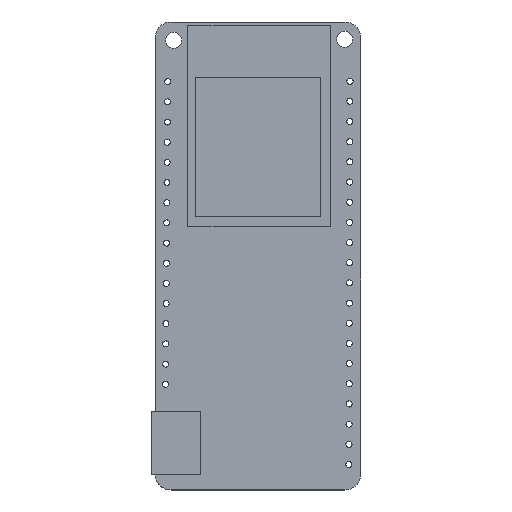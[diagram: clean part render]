
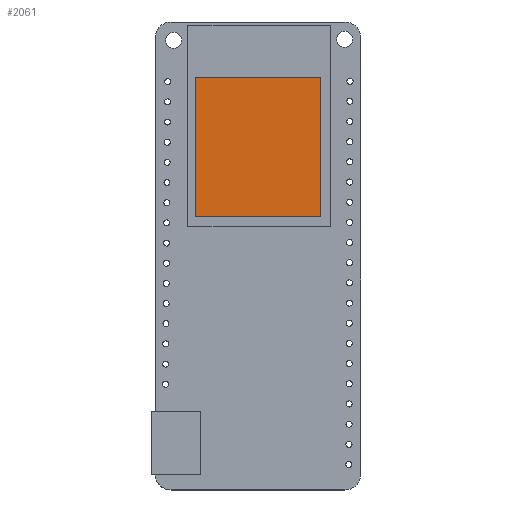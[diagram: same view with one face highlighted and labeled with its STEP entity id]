
A CAD part, top view. The second image highlights one B-rep face of the part: STEP entity #2061.
In plain terms, the highlighted planar face has unit normal (0, 0, 1).
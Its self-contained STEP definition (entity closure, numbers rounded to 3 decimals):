
#22 = EDGE_LOOP ( 'NONE', ( #2167, #577, #1164, #2378 ) ) ;
#191 = DIRECTION ( 'NONE',  ( -1., 0., 0. ) ) ;
#219 = CARTESIAN_POINT ( 'NONE',  ( 14.567, 547.646, 2. ) ) ;
#314 = EDGE_CURVE ( 'NONE', #2712, #1621, #2175, .T. ) ;
#342 = DIRECTION ( 'NONE',  ( 1., 0., 0. ) ) ;
#577 = ORIENTED_EDGE ( 'NONE', *, *, #2073, .T. ) ;
#582 = PLANE ( 'NONE',  #1986 ) ;
#864 = DIRECTION ( 'NONE',  ( 0., 0., -1. ) ) ;
#913 = DIRECTION ( 'NONE',  ( 0., -1., 0. ) ) ;
#925 = CARTESIAN_POINT ( 'NONE',  ( 0., 0., 2. ) ) ;
#1015 = VECTOR ( 'NONE', #342, 1000. ) ;
#1022 = CARTESIAN_POINT ( 'NONE',  ( 14.567, 530.056, 2. ) ) ;
#1148 = CARTESIAN_POINT ( 'NONE',  ( 30.358, 530.056, 2. ) ) ;
#1161 = CARTESIAN_POINT ( 'NONE',  ( 30.358, 547.646, 2. ) ) ;
#1164 = ORIENTED_EDGE ( 'NONE', *, *, #2831, .T. ) ;
#1202 = VECTOR ( 'NONE', #913, 1000. ) ;
#1621 = VERTEX_POINT ( 'NONE', #1022 ) ;
#1713 = VECTOR ( 'NONE', #3870, 1000. ) ;
#1736 = VERTEX_POINT ( 'NONE', #1161 ) ;
#1754 = CARTESIAN_POINT ( 'NONE',  ( 14.567, 530.056, 2. ) ) ;
#1986 = AXIS2_PLACEMENT_3D ( 'NONE', #925, #864, #3690 ) ;
#2048 = CARTESIAN_POINT ( 'NONE',  ( 14.567, 547.646, 2. ) ) ;
#2061 = ADVANCED_FACE ( 'NONE', ( #3352 ), #582, .F. ) ;
#2073 = EDGE_CURVE ( 'NONE', #1621, #3250, #2146, .T. ) ;
#2146 = LINE ( 'NONE', #3335, #1015 ) ;
#2167 = ORIENTED_EDGE ( 'NONE', *, *, #314, .T. ) ;
#2175 = LINE ( 'NONE', #1754, #1202 ) ;
#2375 = LINE ( 'NONE', #1148, #1713 ) ;
#2378 = ORIENTED_EDGE ( 'NONE', *, *, #2847, .T. ) ;
#2578 = CARTESIAN_POINT ( 'NONE',  ( 30.358, 530.056, 2. ) ) ;
#2712 = VERTEX_POINT ( 'NONE', #219 ) ;
#2831 = EDGE_CURVE ( 'NONE', #3250, #1736, #2375, .T. ) ;
#2847 = EDGE_CURVE ( 'NONE', #1736, #2712, #2955, .T. ) ;
#2955 = LINE ( 'NONE', #2048, #3971 ) ;
#3250 = VERTEX_POINT ( 'NONE', #2578 ) ;
#3335 = CARTESIAN_POINT ( 'NONE',  ( 14.567, 530.056, 2. ) ) ;
#3352 = FACE_OUTER_BOUND ( 'NONE', #22, .T. ) ;
#3690 = DIRECTION ( 'NONE',  ( -1., 0., 0. ) ) ;
#3870 = DIRECTION ( 'NONE',  ( 0., 1., 0. ) ) ;
#3971 = VECTOR ( 'NONE', #191, 1000. ) ;
